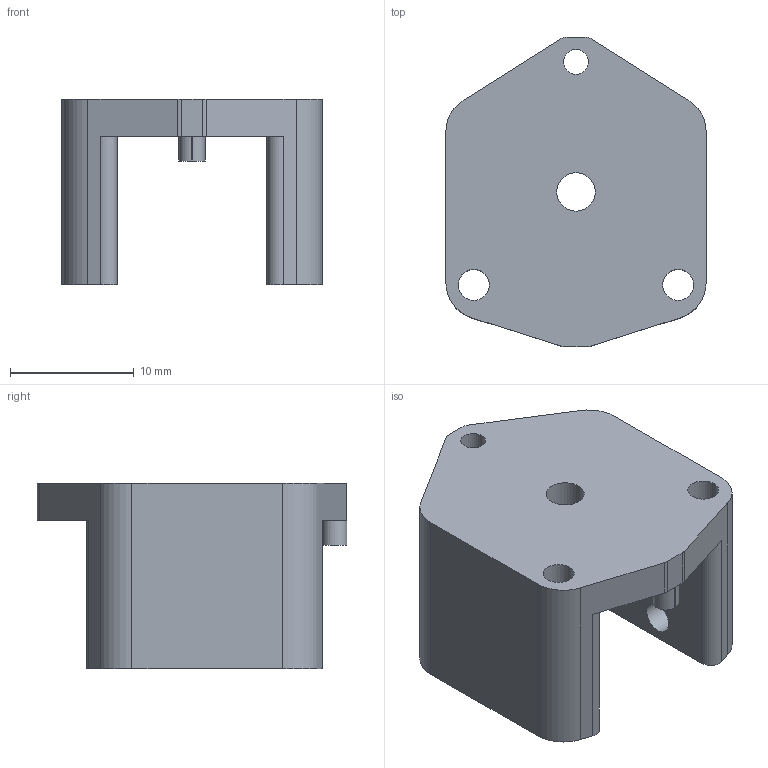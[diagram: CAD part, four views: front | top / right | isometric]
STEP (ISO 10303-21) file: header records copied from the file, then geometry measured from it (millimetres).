
FILE_DESCRIPTION(/* description */ (''),/* implementation_level */ '2;1');
FILE_NAME(/* name */ '059098_B.stp',/* time_stamp */ '2021-03-14T23:16:04+01:00',/* author */ (''),/* organization */ (''),/* preprocessor_version */ 'ST-DEVELOPER v16.7',/* originating_system */ 'SIEMENS PLM Software NX 1934',/* authorisation */ '');
FILE_SCHEMA (('AUTOMOTIVE_DESIGN { 1 0 10303 214 3 1 1 1 }'));
Length unit declared in the file: millimetre
Products named in the file (1): 059098_B-FiberCoupler Holder
Bounding box: 21 x 25 x 15 mm (x, y, z)
Volume: 2757.8 mm3; surface area: 2464.3 mm2
Topology: 1 solids, 1 shells, 46 faces, 134 edges, 90 vertices
Faces by surface type: cylinder 24, plane 22
Full cylindrical faces by diameter (mm): 2 x1, 2.5 x4, 3.1 x1
Entity records: 1544 total; most frequent: DIRECTION 270, CARTESIAN_POINT 261, ORIENTED_EDGE 252, EDGE_CURVE 126, AXIS2_PLACEMENT_3D 97, VERTEX_POINT 88, LINE 76, VECTOR 76
